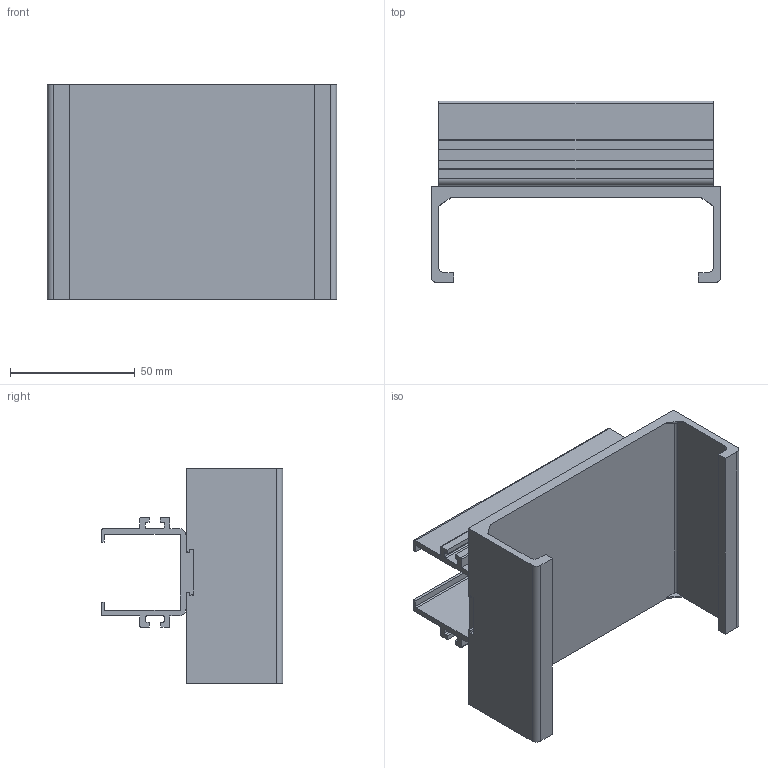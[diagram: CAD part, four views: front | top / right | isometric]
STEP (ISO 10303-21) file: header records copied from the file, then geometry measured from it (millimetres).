
FILE_DESCRIPTION(/* description */ (''),/* implementation_level */ '2;1');
FILE_NAME(/* name */ 'd1c73692-a9e9-48c1-af9d-87125d6ef043.stp',/* time_stamp */ '2019-09-01T02:23:22+00:00',/* author */ (''),/* organization */ (''),/* preprocessor_version */ 'ST-DEVELOPER v18',/* originating_system */ 'Autodesk Translation Framework v8.6.0.1094',/* authorisation */ '');
FILE_SCHEMA (('AUTOMOTIVE_DESIGN { 1 0 10303 214 3 1 1 }'));
Length unit declared in the file: millimetre
Products named in the file (1): Ikea Galant <-> O2 Headphone Amp
Bounding box: 116 x 72.75 x 86.23 mm (x, y, z)
Volume: 95987.6 mm3; surface area: 66770.6 mm2
Topology: 2 solids, 2 shells, 104 faces, 300 edges, 200 vertices
Faces by surface type: plane 76, cylinder 28
Entity records: 3432 total; most frequent: CARTESIAN_POINT 605, ORIENTED_EDGE 600, DIRECTION 566, EDGE_CURVE 300, LINE 244, VECTOR 244, VERTEX_POINT 200, AXIS2_PLACEMENT_3D 161
